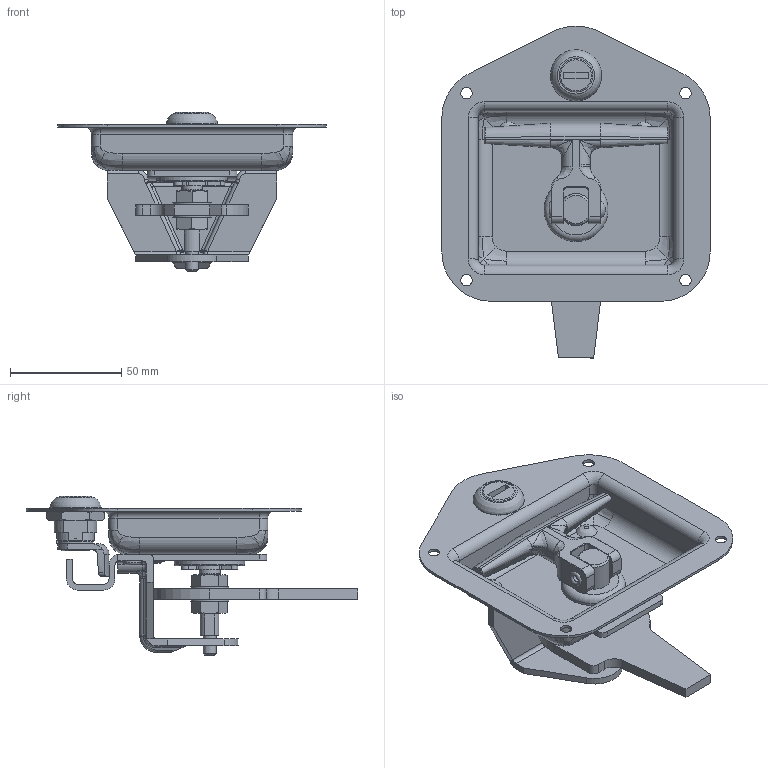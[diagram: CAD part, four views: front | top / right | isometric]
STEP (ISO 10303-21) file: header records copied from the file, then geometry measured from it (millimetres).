
FILE_DESCRIPTION((''),'2;1');
FILE_NAME('2-8400-SSR.stp','2012-10-11T13:14:51',('fredp'),(''),'Autodesk Inventor 2012','Autodesk Inventor 2012','');
FILE_SCHEMA(('AUTOMOTIVE_DESIGN { 1 0 10303 214 1 1 1 1 }'));
Length unit declared in the file: inch
Products named in the file (1): 2-8400-SSR
Bounding box: 120.65 x 149.22 x 71.6 mm (x, y, z)
Volume: 91559.1 mm3; surface area: 84622.3 mm2
Topology: 22 solids, 22 shells, 1390 faces, 3642 edges, 2362 vertices
Faces by surface type: plane 591, bspline 379, cylinder 284, torus 82, cone 49, sphere 5
Full cylindrical faces by diameter (mm): 3.454 x1, 4.445 x1, 4.699 x1, 4.737 x2, 4.94 x2, 4.978 x4, 5.004 x1, 5.156 x4, 5.715 x1, 5.969 x1, 6.629 x2, 7.176 x1, 7.239 x1, 7.29 x1, 7.938 x2, 8.122 x2, 9.525 x1, 12.7 x3, 14.275 x1, 14.681 x2, 14.986 x2, 17.234 x2, 19.05 x1, 26.365 x1, 28.753 x1, 31.75 x1
Entity records: 56537 total; most frequent: CARTESIAN_POINT 23572, ORIENTED_EDGE 7134, DIRECTION 5308, EDGE_CURVE 3567, VERTEX_POINT 2353, AXIS2_PLACEMENT_3D 1795, VECTOR 1718, LINE 1718
